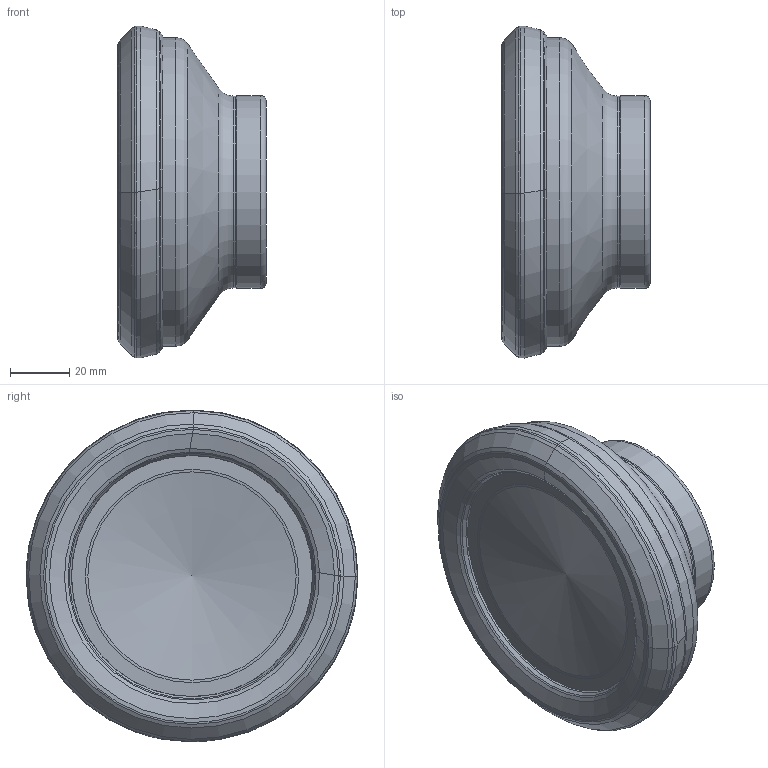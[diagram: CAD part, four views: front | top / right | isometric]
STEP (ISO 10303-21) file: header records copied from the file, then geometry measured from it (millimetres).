
FILE_DESCRIPTION(/* description */ (''),/* implementation_level */ '2;1');
FILE_NAME(/* name */ 'model1.stp',/* time_stamp */ '2023-11-01T09:18:15+03:00',/* author */ (''),/* organization */ (''),/* preprocessor_version */ 'ST-DEVELOPER v19.4',/* originating_system */ 'SIEMENS PLM Software NX2306.3001',/* authorisation */ '');
FILE_SCHEMA (('AUTOMOTIVE_DESIGN { 1 0 10303 214 3 1 1 1 }'));
Length unit declared in the file: millimetre
Products named in the file (1): model1_objects
Bounding box: 50 x 111.83 x 111.83 mm (x, y, z)
Volume: 334701.1 mm3; surface area: 42459.4 mm2
Topology: 2 solids, 2 shells, 79 faces, 156 edges, 79 vertices
Faces by surface type: bspline 56, torus 8, plane 6, cylinder 3, cone 3, revolution 3
Full cylindrical faces by diameter (mm): 64.6 x1, 65 x1, 104 x1
Entity records: 2581 total; most frequent: CARTESIAN_POINT 1037, ORIENTED_EDGE 276, DIRECTION 273, EDGE_CURVE 138, AXIS2_PLACEMENT_3D 111, EDGE_LOOP 96, CIRCLE 90, ADVANCED_FACE 79
